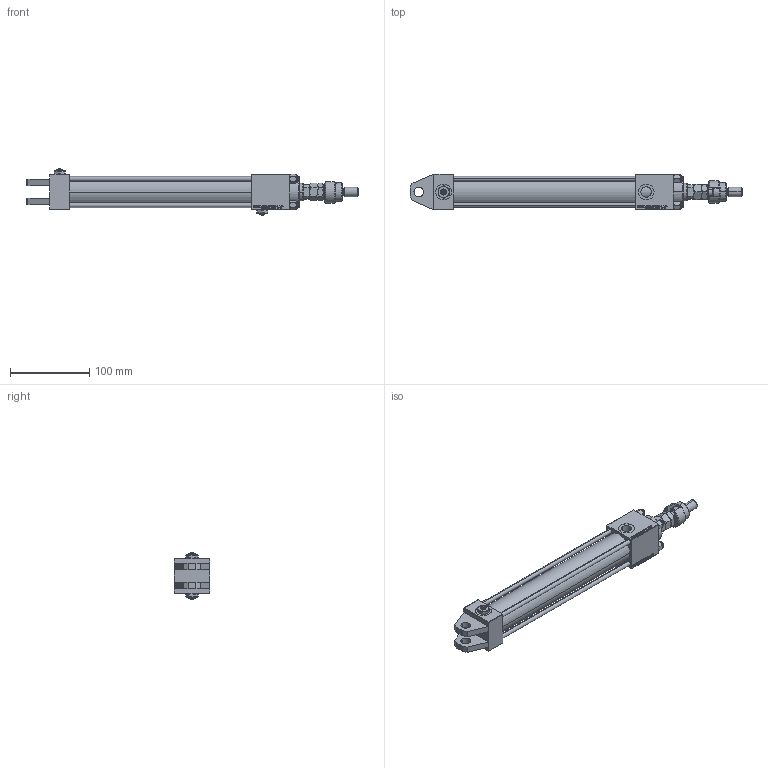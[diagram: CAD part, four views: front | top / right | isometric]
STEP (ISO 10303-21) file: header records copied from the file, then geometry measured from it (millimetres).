
FILE_DESCRIPTION (( 'STEP AP203' ), '1' );
FILE_NAME ('8300.STEP', '2023-08-23T16:20:06', ( '' ), ( '' ), 'SwSTEP 2.0', 'SolidWorks 2019', '' );
FILE_SCHEMA (( 'CONFIG_CONTROL_DESIGN' ));
Length unit declared in the file: millimetre
Products named in the file (10): V215CR_H_Body 3b5ba120688ffee092495eb90ebaac97; Zatka_pro_OIL_PORT 3b5ba120688ffee092495eb90ebaac97; V215CR_TYCINKA_H 3b5ba120688ffee092495eb90ebaac97; V215CR_VCP_H 3b5ba120688ffee092495eb90ebaac97; DFA 3b5ba120688ffee092495eb90ebaac97; MFA 3b5ba120688ffee092495eb90ebaac97; V215_VC_A 3b5ba120688ffee092495eb90ebaac97; FEMALE_PART_FOR_DFA 3b5ba120688ffee092495eb90ebaac97; 8300; NUT_M5_H 3b5ba120688ffee092495eb90ebaac97
Assembly tree (16 placements, depth 3):
  8300
    V215CR_H_Body 3b5ba120688ffee092495eb90ebaac97
    V215CR_VCP_H 3b5ba120688ffee092495eb90ebaac97
    V215CR_TYCINKA_H 3b5ba120688ffee092495eb90ebaac97  x4
    NUT_M5_H 3b5ba120688ffee092495eb90ebaac97  x4
    V215_VC_A 3b5ba120688ffee092495eb90ebaac97
    DFA 3b5ba120688ffee092495eb90ebaac97
      FEMALE_PART_FOR_DFA 3b5ba120688ffee092495eb90ebaac97
      MFA 3b5ba120688ffee092495eb90ebaac97
    Zatka_pro_OIL_PORT 3b5ba120688ffee092495eb90ebaac97  x2
Bounding box: 419 x 45 x 59 mm (x, y, z)
Volume: 389320 mm3; surface area: 152981.8 mm2
Topology: 15 solids, 15 shells, 1313 faces, 3252 edges, 2083 vertices
Faces by surface type: plane 592, bspline 392, cone 210, cylinder 107, torus 12
Entity records: 54516 total; most frequent: CARTESIAN_POINT 28329, ORIENTED_EDGE 5804, DIRECTION 3834, EDGE_CURVE 2902, VERTEX_POINT 1881, LINE 1678, VECTOR 1678, EDGE_LOOP 1283
